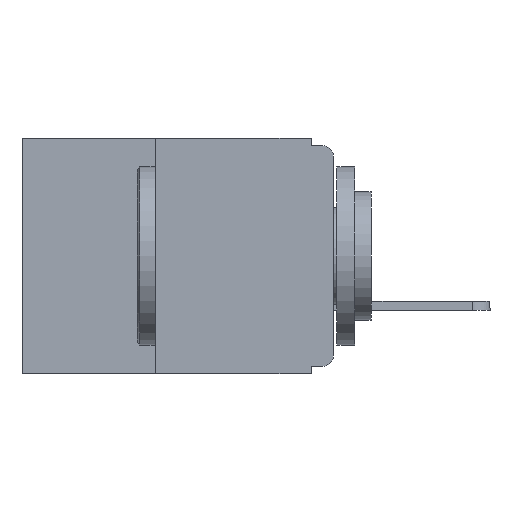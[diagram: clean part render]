
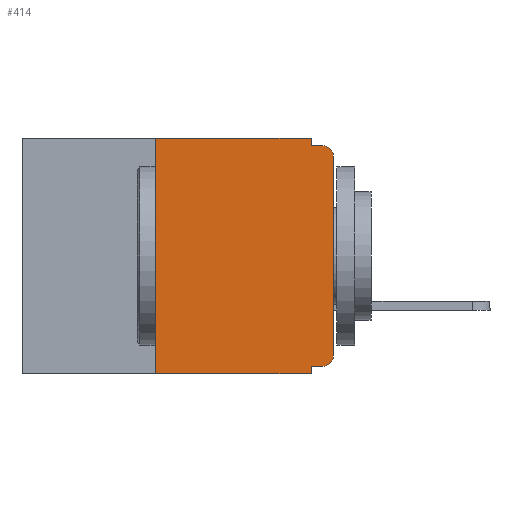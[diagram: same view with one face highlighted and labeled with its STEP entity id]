
A CAD part, left-side view. The second image highlights one B-rep face of the part: STEP entity #414.
In plain terms, the highlighted planar face has unit normal (-1, 0, 0).
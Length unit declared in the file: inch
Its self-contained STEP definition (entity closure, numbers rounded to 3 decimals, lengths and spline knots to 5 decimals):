
#164 = CARTESIAN_POINT ( 'NONE',  ( 0., 0.437, 0. ) ) ;
#414 = ADVANCED_FACE ( 'NONE', ( #29095 ), #1347, .F. ) ;
#422 = VERTEX_POINT ( 'NONE', #20847 ) ;
#895 = CIRCLE ( 'NONE', #30494, 0.015 ) ;
#1085 = CARTESIAN_POINT ( 'NONE',  ( 0., 0.031, -0.01 ) ) ;
#1293 = CARTESIAN_POINT ( 'NONE',  ( 0., 0.015, -0.01 ) ) ;
#1306 = DIRECTION ( 'NONE',  ( 1., 0., 0. ) ) ;
#1347 = PLANE ( 'NONE',  #3055 ) ;
#1440 = EDGE_CURVE ( 'NONE', #22594, #12476, #23767, .T. ) ;
#2041 = ORIENTED_EDGE ( 'NONE', *, *, #18565, .F. ) ;
#2119 = VECTOR ( 'NONE', #4606, 39.37008 ) ;
#3055 = AXIS2_PLACEMENT_3D ( 'NONE', #13873, #1306, #9030 ) ;
#3252 = VERTEX_POINT ( 'NONE', #1085 ) ;
#4496 = CARTESIAN_POINT ( 'NONE',  ( 0., 0.031, 0. ) ) ;
#4606 = DIRECTION ( 'NONE',  ( 0., -1., 0. ) ) ;
#5399 = EDGE_CURVE ( 'NONE', #24872, #30346, #895, .T. ) ;
#5988 = VECTOR ( 'NONE', #10230, 39.37008 ) ;
#6326 = CARTESIAN_POINT ( 'NONE',  ( 0., 0.25, 0. ) ) ;
#7036 = DIRECTION ( 'NONE',  ( 0., 0., -1. ) ) ;
#7463 = DIRECTION ( 'NONE',  ( -1., 0., 0. ) ) ;
#7495 = CARTESIAN_POINT ( 'NONE',  ( 0., 0.015, -0.305 ) ) ;
#7575 = CARTESIAN_POINT ( 'NONE',  ( 0., 0., 0. ) ) ;
#7635 = EDGE_CURVE ( 'NONE', #21173, #8391, #27027, .T. ) ;
#8199 = EDGE_CURVE ( 'NONE', #422, #8660, #15127, .T. ) ;
#8391 = VERTEX_POINT ( 'NONE', #6326 ) ;
#8660 = VERTEX_POINT ( 'NONE', #1293 ) ;
#8722 = ORIENTED_EDGE ( 'NONE', *, *, #7635, .F. ) ;
#8881 = VECTOR ( 'NONE', #11694, 39.37008 ) ;
#9030 = DIRECTION ( 'NONE',  ( 0., 0., -1. ) ) ;
#9104 = CARTESIAN_POINT ( 'NONE',  ( 0., 0., -0.32 ) ) ;
#9420 = CARTESIAN_POINT ( 'NONE',  ( 0., 0.031, -0.32 ) ) ;
#9684 = CARTESIAN_POINT ( 'NONE',  ( 0., 0.437, -0.33 ) ) ;
#9939 = DIRECTION ( 'NONE',  ( 0., 0., -1. ) ) ;
#9943 = DIRECTION ( 'NONE',  ( -1., 0., 0. ) ) ;
#10009 = CARTESIAN_POINT ( 'NONE',  ( 0., 0.015, -0.025 ) ) ;
#10230 = DIRECTION ( 'NONE',  ( 0., 0., 1. ) ) ;
#10336 = ORIENTED_EDGE ( 'NONE', *, *, #18467, .T. ) ;
#11198 = CARTESIAN_POINT ( 'NONE',  ( 0., 0., -0.01 ) ) ;
#11582 = ORIENTED_EDGE ( 'NONE', *, *, #24299, .F. ) ;
#11595 = EDGE_CURVE ( 'NONE', #21173, #12476, #29915, .T. ) ;
#11694 = DIRECTION ( 'NONE',  ( 0., 0., -1. ) ) ;
#11730 = DIRECTION ( 'NONE',  ( 0., 1., 0. ) ) ;
#12284 = VECTOR ( 'NONE', #26474, 39.37008 ) ;
#12476 = VERTEX_POINT ( 'NONE', #27837 ) ;
#13203 = VERTEX_POINT ( 'NONE', #4496 ) ;
#13669 = ORIENTED_EDGE ( 'NONE', *, *, #26243, .F. ) ;
#13873 = CARTESIAN_POINT ( 'NONE',  ( 0., 0.437, 0. ) ) ;
#14023 = LINE ( 'NONE', #9104, #26251 ) ;
#15127 = CIRCLE ( 'NONE', #17128, 0.015 ) ;
#15816 = DIRECTION ( 'NONE',  ( 0., -1., 0. ) ) ;
#15847 = LINE ( 'NONE', #19479, #8881 ) ;
#16656 = VECTOR ( 'NONE', #15816, 39.37008 ) ;
#16835 = VECTOR ( 'NONE', #22643, 39.37008 ) ;
#17092 = CARTESIAN_POINT ( 'NONE',  ( 0., 0., -0.305 ) ) ;
#17128 = AXIS2_PLACEMENT_3D ( 'NONE', #10009, #9943, #9939 ) ;
#17747 = ORIENTED_EDGE ( 'NONE', *, *, #32610, .F. ) ;
#18404 = DIRECTION ( 'NONE',  ( 0., 0., 1. ) ) ;
#18467 = EDGE_CURVE ( 'NONE', #30346, #422, #26851, .T. ) ;
#18565 = EDGE_CURVE ( 'NONE', #3252, #8660, #29605, .T. ) ;
#18691 = CARTESIAN_POINT ( 'NONE',  ( 0., 0.25, -0.33 ) ) ;
#19479 = CARTESIAN_POINT ( 'NONE',  ( 0., 0.031, 0. ) ) ;
#20130 = VECTOR ( 'NONE', #18404, 39.37008 ) ;
#20847 = CARTESIAN_POINT ( 'NONE',  ( 0., 0., -0.025 ) ) ;
#21173 = VERTEX_POINT ( 'NONE', #24371 ) ;
#22594 = VERTEX_POINT ( 'NONE', #9420 ) ;
#22643 = DIRECTION ( 'NONE',  ( 0., 0., -1. ) ) ;
#23629 = CARTESIAN_POINT ( 'NONE',  ( 0., 0.031, -0.33 ) ) ;
#23767 = LINE ( 'NONE', #23629, #16835 ) ;
#24299 = EDGE_CURVE ( 'NONE', #8391, #13203, #25337, .T. ) ;
#24371 = CARTESIAN_POINT ( 'NONE',  ( 0., 0.25, -0.33 ) ) ;
#24566 = EDGE_LOOP ( 'NONE', ( #10336, #31054, #2041, #17747, #11582, #8722, #31082, #26702, #13669, #24678 ) ) ;
#24678 = ORIENTED_EDGE ( 'NONE', *, *, #5399, .T. ) ;
#24872 = VERTEX_POINT ( 'NONE', #26322 ) ;
#25337 = LINE ( 'NONE', #164, #12284 ) ;
#26243 = EDGE_CURVE ( 'NONE', #24872, #22594, #14023, .T. ) ;
#26251 = VECTOR ( 'NONE', #11730, 39.37008 ) ;
#26322 = CARTESIAN_POINT ( 'NONE',  ( 0., 0.015, -0.32 ) ) ;
#26474 = DIRECTION ( 'NONE',  ( 0., -1., 0. ) ) ;
#26702 = ORIENTED_EDGE ( 'NONE', *, *, #1440, .F. ) ;
#26851 = LINE ( 'NONE', #7575, #5988 ) ;
#27027 = LINE ( 'NONE', #18691, #20130 ) ;
#27837 = CARTESIAN_POINT ( 'NONE',  ( 0., 0.031, -0.33 ) ) ;
#29095 = FACE_OUTER_BOUND ( 'NONE', #24566, .T. ) ;
#29605 = LINE ( 'NONE', #11198, #16656 ) ;
#29915 = LINE ( 'NONE', #9684, #2119 ) ;
#30346 = VERTEX_POINT ( 'NONE', #17092 ) ;
#30494 = AXIS2_PLACEMENT_3D ( 'NONE', #7495, #7463, #7036 ) ;
#31054 = ORIENTED_EDGE ( 'NONE', *, *, #8199, .T. ) ;
#31082 = ORIENTED_EDGE ( 'NONE', *, *, #11595, .T. ) ;
#32610 = EDGE_CURVE ( 'NONE', #13203, #3252, #15847, .T. ) ;
